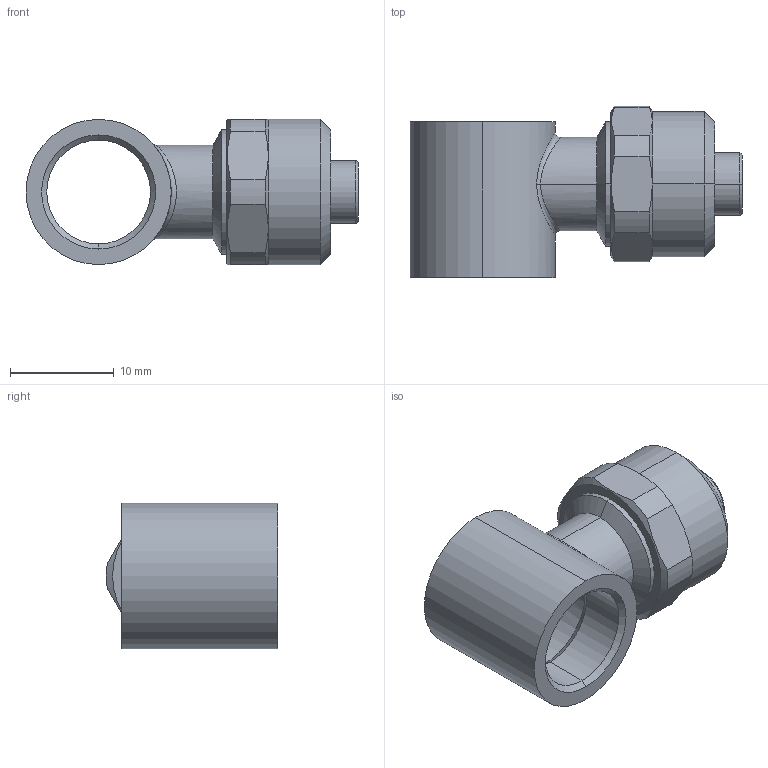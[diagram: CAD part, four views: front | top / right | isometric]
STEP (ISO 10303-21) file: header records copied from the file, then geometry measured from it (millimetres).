
FILE_DESCRIPTION (( 'STEP AP203' ), '1' );
FILE_NAME ('02130041.STEP', '2011-09-30T07:43:16', ( '' ), ( 'sopra-pneumatic' ), 'SwSTEP 2.0', 'SolidWorks 2011', '' );
FILE_SCHEMA (( 'CONFIG_CONTROL_DESIGN' ));
Length unit declared in the file: millimetre
Products named in the file (1): 02130041
Bounding box: 32 x 16.49 x 14 mm (x, y, z)
Volume: 2642.6 mm3; surface area: 2456.8 mm2
Topology: 1 solids, 1 shells, 68 faces, 154 edges, 91 vertices
Faces by surface type: cylinder 26, cone 26, plane 12, bspline 2, torus 2
Entity records: 2453 total; most frequent: CARTESIAN_POINT 857, DIRECTION 332, ORIENTED_EDGE 308, EDGE_CURVE 154, AXIS2_PLACEMENT_3D 140, VERTEX_POINT 91, EDGE_LOOP 75, CIRCLE 73
